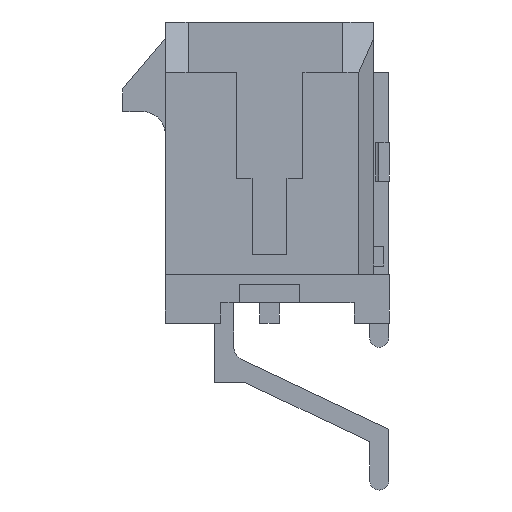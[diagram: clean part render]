
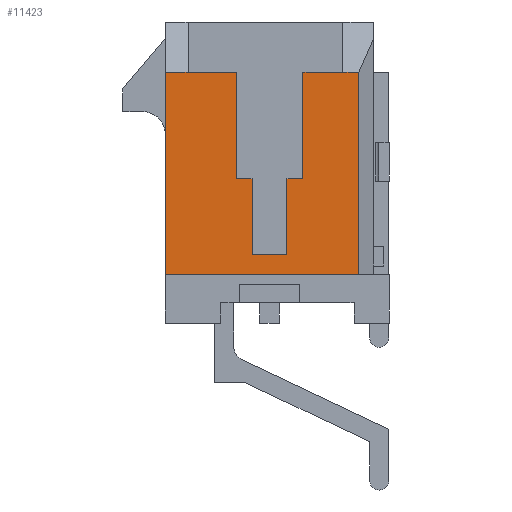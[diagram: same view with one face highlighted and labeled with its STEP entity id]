
A CAD part, left-side view. The second image highlights one B-rep face of the part: STEP entity #11423.
In plain terms, the highlighted planar face has unit normal (-1, 0, 0).
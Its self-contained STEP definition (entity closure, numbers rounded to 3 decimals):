
#3158=DIRECTION('',(0.,0.,-1.));
#3159=VECTOR('',#3158,3.5);
#3160=CARTESIAN_POINT('',(-12.325,-1.1,3.305));
#3161=LINE('',#3160,#3159);
#3162=DIRECTION('',(0.,1.,0.));
#3163=VECTOR('',#3162,1.31);
#3164=CARTESIAN_POINT('',(-12.325,-2.41,3.305));
#3165=LINE('',#3164,#3163);
#3166=DIRECTION('',(0.,-1.,0.));
#3167=VECTOR('',#3166,0.52);
#3168=CARTESIAN_POINT('',(-12.325,-2.41,3.305));
#3169=LINE('',#3168,#3167);
#3170=DIRECTION('',(0.,0.,-1.));
#3171=VECTOR('',#3170,6.66);
#3172=CARTESIAN_POINT('',(-12.325,-2.93,3.305));
#3173=LINE('',#3172,#3171);
#3174=DIRECTION('',(0.,1.,0.));
#3175=VECTOR('',#3174,6.36);
#3176=CARTESIAN_POINT('',(-12.325,-2.93,-3.355));
#3177=LINE('',#3176,#3175);
#3178=DIRECTION('',(0.,0.,1.));
#3179=VECTOR('',#3178,6.66);
#3180=CARTESIAN_POINT('',(-12.325,3.43,-3.355));
#3181=LINE('',#3180,#3179);
#3182=DIRECTION('',(0.,-1.,0.));
#3183=VECTOR('',#3182,0.75);
#3184=CARTESIAN_POINT('',(-12.325,3.43,3.305));
#3185=LINE('',#3184,#3183);
#3186=DIRECTION('',(0.,1.,0.));
#3187=VECTOR('',#3186,1.58);
#3188=CARTESIAN_POINT('',(-12.325,1.1,3.305));
#3189=LINE('',#3188,#3187);
#3190=DIRECTION('',(0.,0.,-1.));
#3191=VECTOR('',#3190,3.5);
#3192=CARTESIAN_POINT('',(-12.325,1.1,3.305));
#3193=LINE('',#3192,#3191);
#3194=DIRECTION('',(0.,1.,0.));
#3195=VECTOR('',#3194,0.525);
#3196=CARTESIAN_POINT('',(-12.325,0.575,-0.195));
#3197=LINE('',#3196,#3195);
#3198=DIRECTION('',(0.,0.,1.));
#3199=VECTOR('',#3198,2.5);
#3200=CARTESIAN_POINT('',(-12.325,0.575,-2.695));
#3201=LINE('',#3200,#3199);
#3202=DIRECTION('',(0.,1.,0.));
#3203=VECTOR('',#3202,1.15);
#3204=CARTESIAN_POINT('',(-12.325,-0.575,-2.695));
#3205=LINE('',#3204,#3203);
#3206=DIRECTION('',(0.,0.,-1.));
#3207=VECTOR('',#3206,2.5);
#3208=CARTESIAN_POINT('',(-12.325,-0.575,-0.195));
#3209=LINE('',#3208,#3207);
#3210=DIRECTION('',(0.,1.,0.));
#3211=VECTOR('',#3210,0.525);
#3212=CARTESIAN_POINT('',(-12.325,-1.1,-0.195));
#3213=LINE('',#3212,#3211);
#5998=CARTESIAN_POINT('',(-12.325,3.43,3.305));
#6000=VERTEX_POINT('',#5998);
#6049=CARTESIAN_POINT('',(-12.325,2.68,3.305));
#6050=VERTEX_POINT('',#6049);
#6051=CARTESIAN_POINT('',(-12.325,-2.41,3.305));
#6052=VERTEX_POINT('',#6051);
#6171=CARTESIAN_POINT('',(-12.325,-1.1,3.305));
#6172=CARTESIAN_POINT('',(-12.325,-1.1,-0.195));
#6173=VERTEX_POINT('',#6171);
#6174=VERTEX_POINT('',#6172);
#6175=CARTESIAN_POINT('',(-12.325,-0.575,-0.195));
#6176=VERTEX_POINT('',#6175);
#6177=CARTESIAN_POINT('',(-12.325,-0.575,-2.695));
#6178=VERTEX_POINT('',#6177);
#6179=CARTESIAN_POINT('',(-12.325,0.575,-2.695));
#6180=VERTEX_POINT('',#6179);
#6181=CARTESIAN_POINT('',(-12.325,0.575,-0.195));
#6182=VERTEX_POINT('',#6181);
#6183=CARTESIAN_POINT('',(-12.325,1.1,-0.195));
#6184=VERTEX_POINT('',#6183);
#6185=CARTESIAN_POINT('',(-12.325,1.1,3.305));
#6186=VERTEX_POINT('',#6185);
#7183=CARTESIAN_POINT('',(-12.325,3.43,-3.355));
#7184=VERTEX_POINT('',#7183);
#7189=CARTESIAN_POINT('',(-12.325,-2.93,3.305));
#7190=VERTEX_POINT('',#7189);
#7191=CARTESIAN_POINT('',(-12.325,-2.93,-3.355));
#7192=VERTEX_POINT('',#7191);
#11393=CARTESIAN_POINT('',(-12.325,0.,0.));
#11394=DIRECTION('',(1.,0.,0.));
#11395=DIRECTION('',(0.,0.,-1.));
#11396=AXIS2_PLACEMENT_3D('',#11393,#11394,#11395);
#11397=PLANE('',#11396);
#11399=ORIENTED_EDGE('',*,*,#11398,.F.);
#11401=ORIENTED_EDGE('',*,*,#11400,.F.);
#11403=ORIENTED_EDGE('',*,*,#11402,.T.);
#11404=ORIENTED_EDGE('',*,*,#8666,.T.);
#11405=ORIENTED_EDGE('',*,*,#8707,.T.);
#11407=ORIENTED_EDGE('',*,*,#11406,.T.);
#11409=ORIENTED_EDGE('',*,*,#11408,.T.);
#11411=ORIENTED_EDGE('',*,*,#11410,.F.);
#11413=ORIENTED_EDGE('',*,*,#11412,.T.);
#11415=ORIENTED_EDGE('',*,*,#11414,.F.);
#11416=ORIENTED_EDGE('',*,*,#11386,.F.);
#11417=ORIENTED_EDGE('',*,*,#11272,.F.);
#11418=ORIENTED_EDGE('',*,*,#11343,.F.);
#11420=ORIENTED_EDGE('',*,*,#11419,.F.);
#11421=EDGE_LOOP('',(#11399,#11401,#11403,#11404,#11405,#11407,#11409,#11411,
#11413,#11415,#11416,#11417,#11418,#11420));
#11422=FACE_OUTER_BOUND('',#11421,.F.);
#11423=ADVANCED_FACE('',(#11422),#11397,.F.);
#8666=EDGE_CURVE('',#7190,#7192,#3173,.T.);
#8707=EDGE_CURVE('',#7192,#7184,#3177,.T.);
#11272=EDGE_CURVE('',#6178,#6180,#3205,.T.);
#11343=EDGE_CURVE('',#6176,#6178,#3209,.T.);
#11386=EDGE_CURVE('',#6180,#6182,#3201,.T.);
#11398=EDGE_CURVE('',#6173,#6174,#3161,.T.);
#11400=EDGE_CURVE('',#6052,#6173,#3165,.T.);
#11402=EDGE_CURVE('',#6052,#7190,#3169,.T.);
#11406=EDGE_CURVE('',#7184,#6000,#3181,.T.);
#11408=EDGE_CURVE('',#6000,#6050,#3185,.T.);
#11410=EDGE_CURVE('',#6186,#6050,#3189,.T.);
#11412=EDGE_CURVE('',#6186,#6184,#3193,.T.);
#11414=EDGE_CURVE('',#6182,#6184,#3197,.T.);
#11419=EDGE_CURVE('',#6174,#6176,#3213,.T.);
